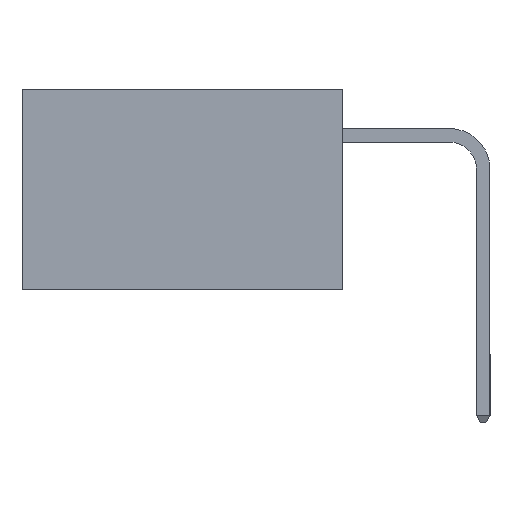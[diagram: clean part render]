
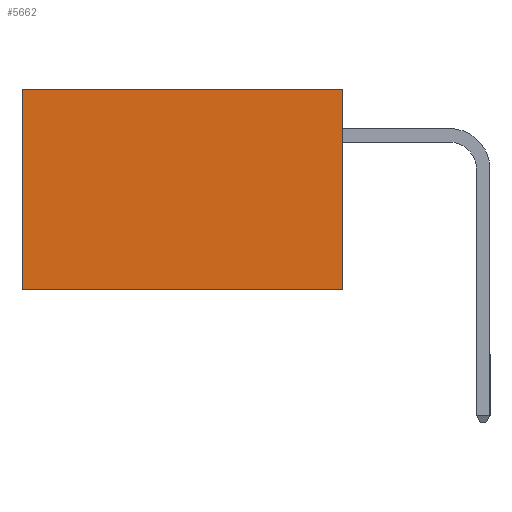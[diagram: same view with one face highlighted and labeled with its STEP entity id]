
A CAD part, left-side view. The second image highlights one B-rep face of the part: STEP entity #5662.
In plain terms, the highlighted planar face has unit normal (-1, 0, 0).
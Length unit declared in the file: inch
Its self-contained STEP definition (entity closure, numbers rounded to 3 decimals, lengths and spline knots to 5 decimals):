
#33 = DIRECTION ( 'NONE',  ( 0., 0., -1. ) ) ;
#70 = DIRECTION ( 'NONE',  ( 1., 0., 0. ) ) ;
#668 = EDGE_CURVE ( 'NONE', #10813, #8792, #12242, .T. ) ;
#712 = VECTOR ( 'NONE', #8654, 39.37008 ) ;
#774 = CARTESIAN_POINT ( 'NONE',  ( 0.277, 0., -0.37 ) ) ;
#833 = PLANE ( 'NONE',  #1631 ) ;
#1437 = CARTESIAN_POINT ( 'NONE',  ( 0.277, 0., 0. ) ) ;
#1631 = AXIS2_PLACEMENT_3D ( 'NONE', #774, #70, #33 ) ;
#2281 = ORIENTED_EDGE ( 'NONE', *, *, #4261, .T. ) ;
#2646 = ORIENTED_EDGE ( 'NONE', *, *, #6703, .T. ) ;
#3333 = CARTESIAN_POINT ( 'NONE',  ( 0.277, 0., -0.37 ) ) ;
#3416 = VECTOR ( 'NONE', #11927, 39.37008 ) ;
#3714 = CARTESIAN_POINT ( 'NONE',  ( 0.277, 0., -0.37 ) ) ;
#4261 = EDGE_CURVE ( 'NONE', #5801, #12017, #5772, .T. ) ;
#5335 = CARTESIAN_POINT ( 'NONE',  ( 0.277, 0., 0. ) ) ;
#5662 = ADVANCED_FACE ( 'NONE', ( #10658 ), #833, .F. ) ;
#5772 = LINE ( 'NONE', #13914, #8304 ) ;
#5801 = VERTEX_POINT ( 'NONE', #10894 ) ;
#6166 = EDGE_CURVE ( 'NONE', #8792, #12017, #12146, .T. ) ;
#6662 = CARTESIAN_POINT ( 'NONE',  ( 0.277, 0.59, -0.37 ) ) ;
#6703 = EDGE_CURVE ( 'NONE', #10813, #5801, #12131, .T. ) ;
#8281 = ORIENTED_EDGE ( 'NONE', *, *, #6166, .F. ) ;
#8304 = VECTOR ( 'NONE', #12977, 39.37008 ) ;
#8654 = DIRECTION ( 'NONE',  ( 0., 0., -1. ) ) ;
#8792 = VERTEX_POINT ( 'NONE', #3333 ) ;
#10658 = FACE_OUTER_BOUND ( 'NONE', #11503, .T. ) ;
#10813 = VERTEX_POINT ( 'NONE', #5335 ) ;
#10894 = CARTESIAN_POINT ( 'NONE',  ( 0.277, 0.59, 0. ) ) ;
#11142 = ORIENTED_EDGE ( 'NONE', *, *, #668, .F. ) ;
#11238 = CARTESIAN_POINT ( 'NONE',  ( 0.277, 0., -0.37 ) ) ;
#11503 = EDGE_LOOP ( 'NONE', ( #2281, #8281, #11142, #2646 ) ) ;
#11927 = DIRECTION ( 'NONE',  ( 0., 1., 0. ) ) ;
#11977 = VECTOR ( 'NONE', #12061, 39.37008 ) ;
#12017 = VERTEX_POINT ( 'NONE', #6662 ) ;
#12061 = DIRECTION ( 'NONE',  ( 0., 1., 0. ) ) ;
#12131 = LINE ( 'NONE', #1437, #11977 ) ;
#12146 = LINE ( 'NONE', #3714, #3416 ) ;
#12242 = LINE ( 'NONE', #11238, #712 ) ;
#12977 = DIRECTION ( 'NONE',  ( 0., 0., -1. ) ) ;
#13914 = CARTESIAN_POINT ( 'NONE',  ( 0.277, 0.59, -0.37 ) ) ;
